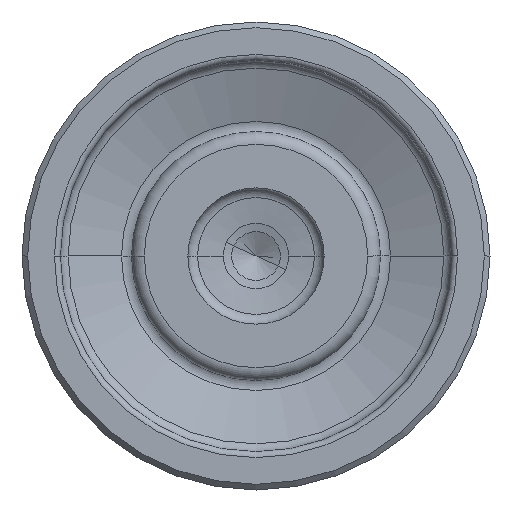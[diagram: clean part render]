
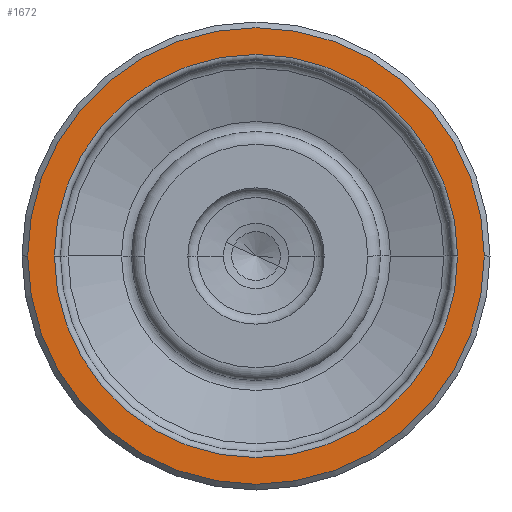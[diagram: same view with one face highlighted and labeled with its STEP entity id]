
A CAD part, front view. The second image highlights one B-rep face of the part: STEP entity #1672.
In plain terms, the highlighted planar face has unit normal (0, -1, 0).
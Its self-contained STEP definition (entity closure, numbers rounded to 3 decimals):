
#26 = CARTESIAN_POINT ( 'NONE',  ( 0., -0.396, 0. ) ) ;
#68 = FACE_BOUND ( 'NONE', #853, .T. ) ;
#106 = DIRECTION ( 'NONE',  ( 0., -1., 0. ) ) ;
#202 = DIRECTION ( 'NONE',  ( -1., 0., 0. ) ) ;
#212 = AXIS2_PLACEMENT_3D ( 'NONE', #1131, #106, #1307 ) ;
#257 = EDGE_LOOP ( 'NONE', ( #2154, #432 ) ) ;
#432 = ORIENTED_EDGE ( 'NONE', *, *, #936, .T. ) ;
#517 = AXIS2_PLACEMENT_3D ( 'NONE', #26, #1232, #202 ) ;
#528 = FACE_OUTER_BOUND ( 'NONE', #257, .T. ) ;
#550 = DIRECTION ( 'NONE',  ( -1., 0., 0. ) ) ;
#578 = CIRCLE ( 'NONE', #1013, 17. ) ;
#602 = VERTEX_POINT ( 'NONE', #1779 ) ;
#662 = DIRECTION ( 'NONE',  ( 0., 1., 0. ) ) ;
#664 = CIRCLE ( 'NONE', #1900, 17. ) ;
#693 = EDGE_CURVE ( 'NONE', #1231, #1493, #1807, .T. ) ;
#804 = ORIENTED_EDGE ( 'NONE', *, *, #1897, .T. ) ;
#852 = PLANE ( 'NONE',  #2061 ) ;
#853 = EDGE_LOOP ( 'NONE', ( #2127, #804 ) ) ;
#932 = CARTESIAN_POINT ( 'NONE',  ( 0., -0.396, 0. ) ) ;
#936 = EDGE_CURVE ( 'NONE', #1493, #1231, #1204, .T. ) ;
#1013 = AXIS2_PLACEMENT_3D ( 'NONE', #1695, #662, #1862 ) ;
#1102 = DIRECTION ( 'NONE',  ( -1., 0., 0. ) ) ;
#1131 = CARTESIAN_POINT ( 'NONE',  ( 0., -0.396, 0. ) ) ;
#1204 = CIRCLE ( 'NONE', #517, 19.25 ) ;
#1208 = CARTESIAN_POINT ( 'NONE',  ( 16.5, -0.396, 0. ) ) ;
#1231 = VERTEX_POINT ( 'NONE', #1482 ) ;
#1232 = DIRECTION ( 'NONE',  ( 0., -1., 0. ) ) ;
#1278 = CARTESIAN_POINT ( 'NONE',  ( -17., -0.396, 0. ) ) ;
#1307 = DIRECTION ( 'NONE',  ( -1., 0., 0. ) ) ;
#1435 = CARTESIAN_POINT ( 'NONE',  ( 19.25, -0.396, 0. ) ) ;
#1482 = CARTESIAN_POINT ( 'NONE',  ( -19.25, -0.396, 0. ) ) ;
#1493 = VERTEX_POINT ( 'NONE', #1435 ) ;
#1557 = EDGE_CURVE ( 'NONE', #1785, #602, #578, .T. ) ;
#1574 = DIRECTION ( 'NONE',  ( 0., 1., 0. ) ) ;
#1672 = ADVANCED_FACE ( 'NONE', ( #68, #528 ), #852, .F. ) ;
#1695 = CARTESIAN_POINT ( 'NONE',  ( 0., -0.396, 0. ) ) ;
#1779 = CARTESIAN_POINT ( 'NONE',  ( 17., -0.396, 0. ) ) ;
#1785 = VERTEX_POINT ( 'NONE', #1278 ) ;
#1807 = CIRCLE ( 'NONE', #212, 19.25 ) ;
#1862 = DIRECTION ( 'NONE',  ( -1., 0., 0. ) ) ;
#1897 = EDGE_CURVE ( 'NONE', #602, #1785, #664, .T. ) ;
#1900 = AXIS2_PLACEMENT_3D ( 'NONE', #932, #2155, #1102 ) ;
#2061 = AXIS2_PLACEMENT_3D ( 'NONE', #1208, #1574, #550 ) ;
#2127 = ORIENTED_EDGE ( 'NONE', *, *, #1557, .T. ) ;
#2154 = ORIENTED_EDGE ( 'NONE', *, *, #693, .T. ) ;
#2155 = DIRECTION ( 'NONE',  ( 0., 1., 0. ) ) ;
